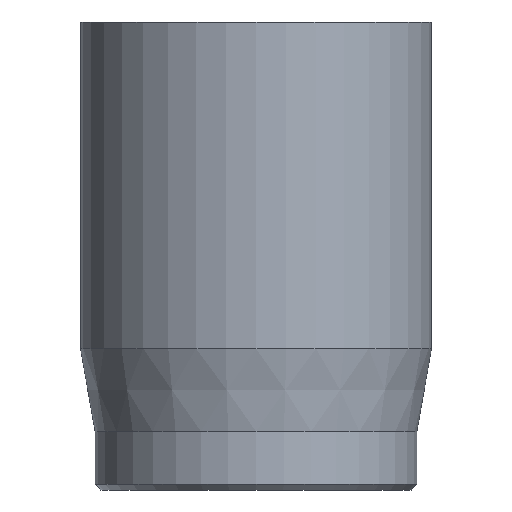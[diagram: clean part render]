
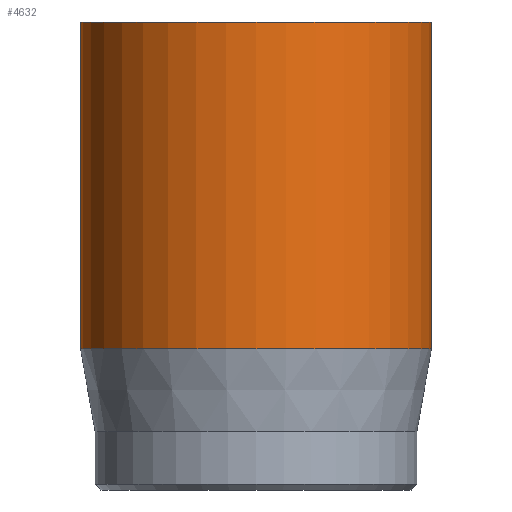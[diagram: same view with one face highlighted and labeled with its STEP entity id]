
A CAD part, front view. The second image highlights one B-rep face of the part: STEP entity #4632.
In plain terms, the highlighted cylindrical face has radius 3 mm (diameter 6 mm), a full revolution.
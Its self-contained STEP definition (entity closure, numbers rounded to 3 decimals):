
#31=CYLINDRICAL_SURFACE('',#4812,3.);
#45=CIRCLE('',#4788,3.);
#57=CIRCLE('',#4810,3.);
#58=CIRCLE('',#4811,3.);
#416=FACE_OUTER_BOUND('',#693,.T.);
#693=EDGE_LOOP('',(#4136,#4137,#4138,#4139,#4140));
#1031=LINE('',#8814,#1375);
#1375=VECTOR('',#5358,3.);
#2130=VERTEX_POINT('',#8768);
#2142=VERTEX_POINT('',#8808);
#2143=VERTEX_POINT('',#8809);
#2794=EDGE_CURVE('',#2130,#2130,#45,.T.);
#2812=EDGE_CURVE('',#2142,#2143,#57,.T.);
#2813=EDGE_CURVE('',#2143,#2142,#58,.T.);
#2815=EDGE_CURVE('',#2130,#2142,#1031,.T.);
#4136=ORIENTED_EDGE('',*,*,#2794,.T.);
#4137=ORIENTED_EDGE('',*,*,#2815,.T.);
#4138=ORIENTED_EDGE('',*,*,#2812,.T.);
#4139=ORIENTED_EDGE('',*,*,#2813,.T.);
#4140=ORIENTED_EDGE('',*,*,#2815,.F.);
#4632=ADVANCED_FACE('',(#416),#31,.T.);
#4788=AXIS2_PLACEMENT_3D('',#8769,#5301,#5302);
#4810=AXIS2_PLACEMENT_3D('',#8810,#5351,#5352);
#4811=AXIS2_PLACEMENT_3D('',#8811,#5353,#5354);
#4812=AXIS2_PLACEMENT_3D('',#8813,#5356,#5357);
#5301=DIRECTION('center_axis',(0.,0.,-1.));
#5302=DIRECTION('ref_axis',(-1.,0.,0.));
#5351=DIRECTION('center_axis',(0.,0.,1.));
#5352=DIRECTION('ref_axis',(-1.,0.,0.));
#5353=DIRECTION('center_axis',(0.,0.,1.));
#5354=DIRECTION('ref_axis',(-1.,0.,0.));
#5356=DIRECTION('center_axis',(0.,0.,1.));
#5357=DIRECTION('ref_axis',(-1.,0.,0.));
#5358=DIRECTION('',(0.,0.,-1.));
#8768=CARTESIAN_POINT('',(3.,0.,8.));
#8769=CARTESIAN_POINT('Origin',(0.,0.,8.));
#8808=CARTESIAN_POINT('',(3.,0.,2.418));
#8809=CARTESIAN_POINT('',(-3.,0.,2.418));
#8810=CARTESIAN_POINT('Origin',(0.,0.,2.418));
#8811=CARTESIAN_POINT('Origin',(0.,0.,2.418));
#8813=CARTESIAN_POINT('Origin',(0.,0.,0.));
#8814=CARTESIAN_POINT('',(3.,0.,0.));
